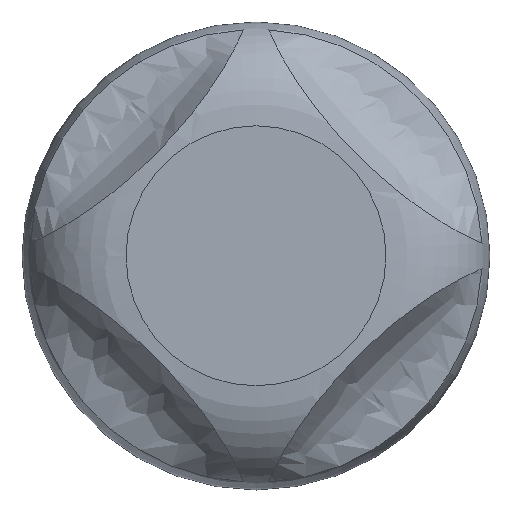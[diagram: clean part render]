
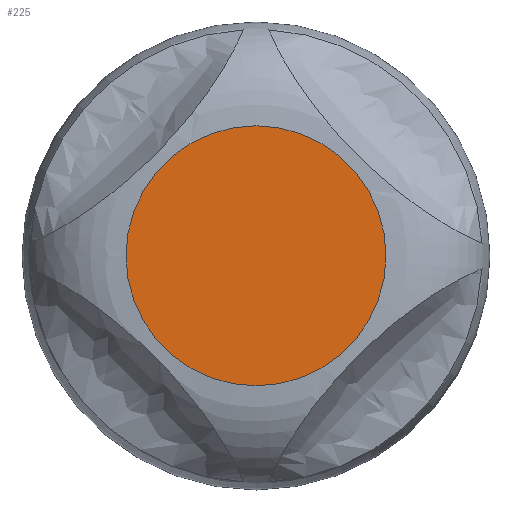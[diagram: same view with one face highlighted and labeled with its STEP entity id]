
A CAD part, top view. The second image highlights one B-rep face of the part: STEP entity #225.
In plain terms, the highlighted planar face has unit normal (0, 0, 1).
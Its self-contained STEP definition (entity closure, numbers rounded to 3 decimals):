
#15=PLANE('',#258);
#66=FACE_OUTER_BOUND('',#85,.T.);
#85=EDGE_LOOP('',(#183));
#104=CIRCLE('',#253,5.);
#118=VERTEX_POINT('',#897);
#139=EDGE_CURVE('',#118,#118,#104,.T.);
#183=ORIENTED_EDGE('',*,*,#139,.F.);
#225=ADVANCED_FACE('',(#66),#15,.T.);
#253=AXIS2_PLACEMENT_3D('',#898,#281,#282);
#258=AXIS2_PLACEMENT_3D('',#906,#292,#293);
#281=DIRECTION('center_axis',(0.,0.,-1.));
#282=DIRECTION('ref_axis',(0.,-1.,0.));
#292=DIRECTION('center_axis',(0.,0.,1.));
#293=DIRECTION('ref_axis',(1.,0.,0.));
#897=CARTESIAN_POINT('',(-5.,0.,13.5));
#898=CARTESIAN_POINT('Origin',(0.,0.,13.5));
#906=CARTESIAN_POINT('Origin',(37.5,-12.5,13.5));
